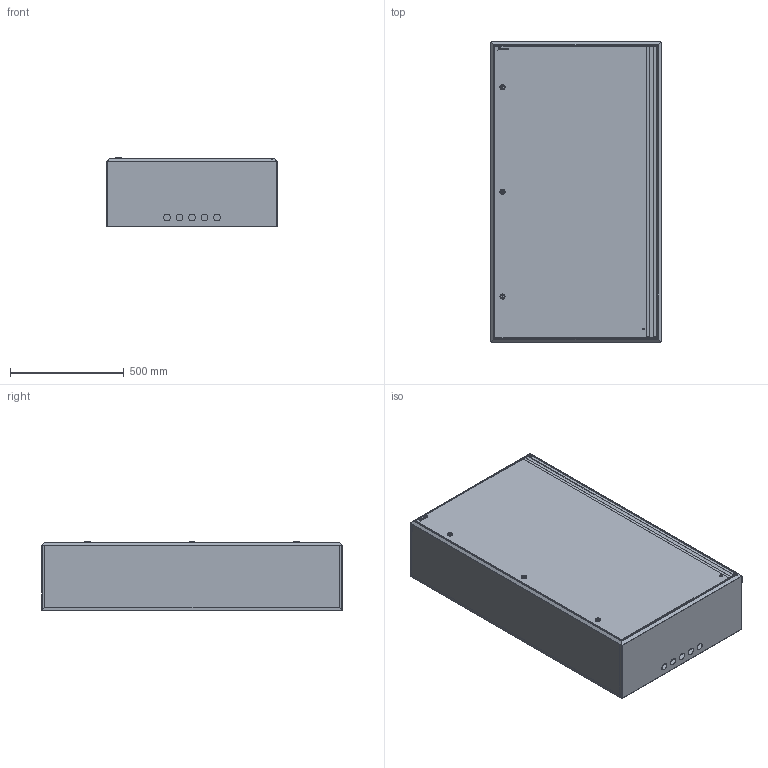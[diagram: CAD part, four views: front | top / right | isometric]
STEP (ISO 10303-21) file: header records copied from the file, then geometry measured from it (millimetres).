
FILE_DESCRIPTION (( 'STEP AP214' ), '1' );
FILE_NAME ('ﾙﾌﾏ-132.75.30 (ﾙﾐﾍﾌ-7) IP31 EKF ﾌﾈ-763.STEP', '2017-08-30T08:10:56', ( 'Admin' ), ( '' ), 'SwSTEP 2.0', 'SolidWorks 2017', '' );
FILE_SCHEMA (( 'AUTOMOTIVE_DESIGN' ));
Length unit declared in the file: millimetre
Products named in the file (27): Ïðîêëàäêà; Washer 6402_3_gost_丐ｩ｡ 2 6 ヮ葬 6402-70; Ïðîêëàäêà ìåòàëëè÷åñêàÿ; Òåëî çàìêà; Çàêëåïêà öèëèíäðè÷åñêàÿ Ì4 ÑÒ-Á ñ âíóòðåííåé ðåçüáîé_Œ8; ﾌﾈ-763.02.00.001 ﾄ粢; ÌÈ-763.01.00.000 Êîðïóñ â ñáîðå; pan head cross recess screw_din_DIN EN ISO 7045 - M4 x 16 - Z - 16N; ÌÈ-763.01.00.002 Ñòåíêà ëåâàÿ; hex flange nut_din_Hexagon Flange Nut DIN 6923 - M6 - N; ÌÈ-763.01.02.000 Ñòåíêà çàäíÿÿ ÑÁ; ÌÈ-462.00.00.001 Ïàíåëü ìîíòàæíàÿ; Øïèëüêà îáìåäíåííàÿ Ì6õ20; ÌÈ-763.02.00.000 Äâåðü â ñáîðå; ÌÈ-763.01.00.001 Ñòåíêà çàäíÿÿ; 呧蜦 3D; ÌÈ-763.01.01.000 Ñòåíêà ïðàâàÿ ÑÁ; ﾌﾈ-763.02.00.002 ﾐ裔; Øïèëüêà Ì6õ12; Çàìîê ïî÷òîâûé; ÌÈ-763.01.01.001 Ñòåíêà ïðàâàÿ; ßçû÷îê 2; Âíóòðåííåå òåëî çàìêà; ﾙﾌﾏ-132.75.30 (ﾙﾐﾍﾌ-7) IP31 EKF ﾌﾈ-763; Ãàéêà; Ïðîêëàäêà ìåòàëëè÷åñêàÿ 2; pan head cross recess screw_din_ISO 7045 - M4 x 6 - Z --- 6N
Assembly tree (43 placements, depth 4):
  ﾙﾌﾏ-132.75.30 (ﾙﾐﾍﾌ-7) IP31 EKF ﾌﾈ-763
    ÌÈ-763.01.00.000 Êîðïóñ â ñáîðå
      ÌÈ-763.01.01.000 Ñòåíêà ïðàâàÿ ÑÁ
        ÌÈ-763.01.01.001 Ñòåíêà ïðàâàÿ
        Øïèëüêà Ì6õ12
      ÌÈ-763.01.02.000 Ñòåíêà çàäíÿÿ ÑÁ
        ÌÈ-763.01.00.001 Ñòåíêà çàäíÿÿ
        Øïèëüêà îáìåäíåííàÿ Ì6õ20  x6
      ÌÈ-763.01.00.002 Ñòåíêà ëåâàÿ
    ÌÈ-763.02.00.000 Äâåðü â ñáîðå
      ﾌﾈ-763.02.00.001 ﾄ粢
      Øïèëüêà Ì6õ12
      Çàêëåïêà öèëèíäðè÷åñêàÿ Ì4 ÑÒ-Á ñ âíóòðåííåé ðåçüáîé_Œ8  x2
      Çàìîê ïî÷òîâûé  x3
        Òåëî çàìêà
        Ïðîêëàäêà ìåòàëëè÷åñêàÿ
        Washer 6402_3_gost_丐ｩ｡ 2 6 ヮ葬 6402-70
        Ïðîêëàäêà
        pan head cross recess screw_din_ISO 7045 - M4 x 6 - Z --- 6N
        Ïðîêëàäêà ìåòàëëè÷åñêàÿ 2
        Ãàéêà
        Âíóòðåííåå òåëî çàìêà
        ßçû÷îê 2
      ﾌﾈ-763.02.00.002 ﾐ裔
      呧蜦 3D
    ÌÈ-462.00.00.001 Ïàíåëü ìîíòàæíàÿ
    hex flange nut_din_Hexagon Flange Nut DIN 6923 - M6 - N  x8
    pan head cross recess screw_din_DIN EN ISO 7045 - M4 x 16 - Z - 16N  x2
Bounding box: 750 x 1320 x 304.58 mm (x, y, z)
Volume: 4654222.5 mm3; surface area: 8505611.1 mm2
Topology: 61 solids, 61 shells, 1556 faces, 3637 edges, 2243 vertices
Faces by surface type: plane 781, cylinder 361, bspline 200, cone 160, torus 44, sphere 10
Entity records: 30140 total; most frequent: CARTESIAN_POINT 8960, ORIENTED_EDGE 4046, DIRECTION 3849, EDGE_CURVE 2023, AXIS2_PLACEMENT_3D 1289, VECTOR 1271, LINE 1271, VERTEX_POINT 1244
